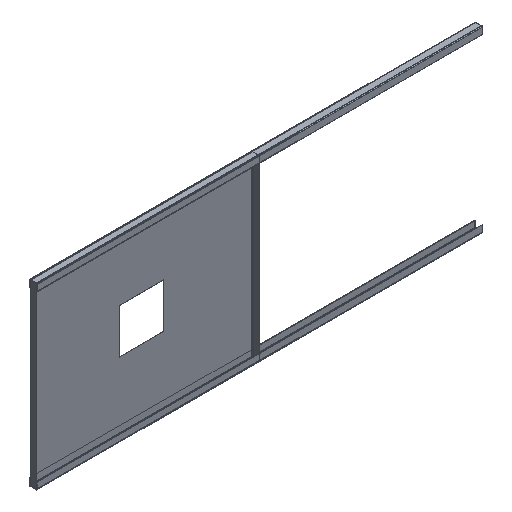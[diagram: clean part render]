
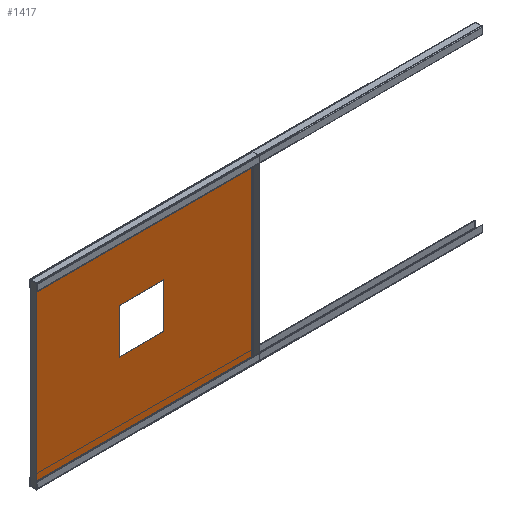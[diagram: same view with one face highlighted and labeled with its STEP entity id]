
A CAD part, isometric view. The second image highlights one B-rep face of the part: STEP entity #1417.
In plain terms, the highlighted planar face has unit normal (0, -1, 0).
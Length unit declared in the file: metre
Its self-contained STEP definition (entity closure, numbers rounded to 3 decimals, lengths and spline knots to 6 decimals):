
#184=ORIENTED_EDGE('',*,*,#532,.F.);
#185=ORIENTED_EDGE('',*,*,#533,.T.);
#186=ORIENTED_EDGE('',*,*,#534,.T.);
#187=ORIENTED_EDGE('',*,*,#535,.F.);
#188=ORIENTED_EDGE('',*,*,#523,.F.);
#189=ORIENTED_EDGE('',*,*,#520,.T.);
#190=ORIENTED_EDGE('',*,*,#517,.T.);
#191=ORIENTED_EDGE('',*,*,#526,.F.);
#517=EDGE_CURVE('',#698,#696,#821,.T.);
#520=EDGE_CURVE('',#700,#698,#824,.T.);
#523=EDGE_CURVE('',#700,#702,#827,.T.);
#526=EDGE_CURVE('',#702,#696,#830,.T.);
#532=EDGE_CURVE('',#708,#709,#836,.F.);
#533=EDGE_CURVE('',#708,#710,#837,.T.);
#534=EDGE_CURVE('',#710,#711,#838,.T.);
#535=EDGE_CURVE('',#709,#711,#839,.F.);
#696=VERTEX_POINT('',#2167);
#698=VERTEX_POINT('',#2170);
#700=VERTEX_POINT('',#2176);
#702=VERTEX_POINT('',#2182);
#708=VERTEX_POINT('',#2200);
#709=VERTEX_POINT('',#2201);
#710=VERTEX_POINT('',#2203);
#711=VERTEX_POINT('',#2205);
#821=LINE('',#2169,#989);
#824=LINE('',#2175,#992);
#827=LINE('',#2181,#995);
#830=LINE('',#2187,#998);
#836=LINE('',#2199,#1004);
#837=LINE('',#2202,#1005);
#838=LINE('',#2204,#1006);
#839=LINE('',#2206,#1007);
#989=VECTOR('',#1750,1.);
#992=VECTOR('',#1755,1.);
#995=VECTOR('',#1760,1.);
#998=VECTOR('',#1765,1.);
#1004=VECTOR('',#1775,1.);
#1005=VECTOR('',#1776,1.);
#1006=VECTOR('',#1777,1.);
#1007=VECTOR('',#1778,1.);
#1148=EDGE_LOOP('',(#184,#185,#186,#187));
#1149=EDGE_LOOP('',(#188,#189,#190,#191));
#1244=FACE_BOUND('',#1148,.T.);
#1245=FACE_BOUND('',#1149,.T.);
#1335=PLANE('',#1555);
#1417=ADVANCED_FACE('',(#1244,#1245),#1335,.T.);
#1555=AXIS2_PLACEMENT_3D('',#2198,#1773,#1774);
#1750=DIRECTION('',(-1.,0.,0.));
#1755=DIRECTION('',(0.,0.,-1.));
#1760=DIRECTION('',(-1.,0.,0.));
#1765=DIRECTION('',(0.,0.,-1.));
#1773=DIRECTION('',(0.,-1.,0.));
#1774=DIRECTION('',(1.,0.,0.));
#1775=DIRECTION('',(0.,0.,-1.));
#1776=DIRECTION('',(1.,0.,0.));
#1777=DIRECTION('',(0.,0.,1.));
#1778=DIRECTION('',(-1.,0.,0.));
#2167=CARTESIAN_POINT('',(0.3985,-0.0015,0.2985));
#2169=CARTESIAN_POINT('',(0.4985,-0.0015,0.2985));
#2170=CARTESIAN_POINT('',(0.5985,-0.0015,0.2985));
#2175=CARTESIAN_POINT('',(0.5985,-0.0015,0.3985));
#2176=CARTESIAN_POINT('',(0.5985,-0.0015,0.4985));
#2181=CARTESIAN_POINT('',(0.4985,-0.0015,0.4985));
#2182=CARTESIAN_POINT('',(0.3985,-0.0015,0.4985));
#2187=CARTESIAN_POINT('',(0.3985,-0.0015,0.3985));
#2198=CARTESIAN_POINT('',(0.4985,-0.0015,0.3985));
#2199=CARTESIAN_POINT('',(0.0015,-0.0015,0.3985));
#2200=CARTESIAN_POINT('',(0.0015,-0.0015,0.0015));
#2201=CARTESIAN_POINT('',(0.0015,-0.0015,0.7955));
#2202=CARTESIAN_POINT('',(0.4985,-0.0015,0.0015));
#2203=CARTESIAN_POINT('',(0.9955,-0.0015,0.0015));
#2204=CARTESIAN_POINT('',(0.9955,-0.0015,0.3985));
#2205=CARTESIAN_POINT('',(0.9955,-0.0015,0.7955));
#2206=CARTESIAN_POINT('',(0.4985,-0.0015,0.7955));
